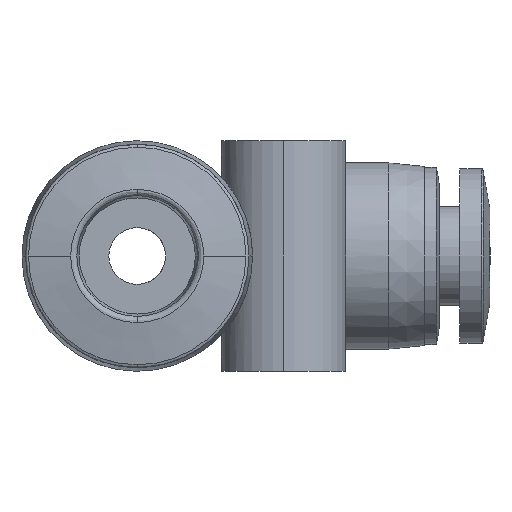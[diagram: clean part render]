
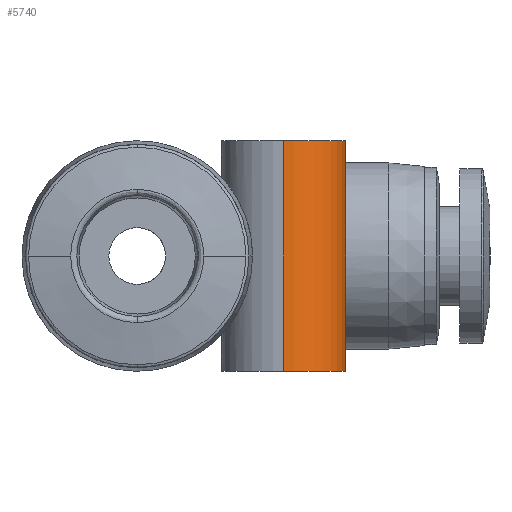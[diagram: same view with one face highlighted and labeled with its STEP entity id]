
A CAD part, left-side view. The second image highlights one B-rep face of the part: STEP entity #5740.
In plain terms, the highlighted cylindrical face has radius 3.5 mm (diameter 7 mm), a partial arc.
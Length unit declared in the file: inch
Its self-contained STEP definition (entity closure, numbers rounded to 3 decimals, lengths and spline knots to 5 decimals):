
#12 = EDGE_CURVE ( 'NONE', #4519, #2843, #3957, .T. ) ;
#88 = EDGE_LOOP ( 'NONE', ( #3955, #3512, #105, #2141, #2726, #727 ) ) ;
#105 = ORIENTED_EDGE ( 'NONE', *, *, #5712, .T. ) ;
#269 = CARTESIAN_POINT ( 'NONE',  ( -0.14764, -0.33392, 0.14465 ) ) ;
#285 = CARTESIAN_POINT ( 'NONE',  ( -0.19445, -0.42839, 0.07061 ) ) ;
#307 = CARTESIAN_POINT ( 'NONE',  ( -0.17235, -0.40387, -0.11429 ) ) ;
#309 = CARTESIAN_POINT ( 'NONE',  ( -0.28543, -0.3248, 0. ) ) ;
#610 = CARTESIAN_POINT ( 'NONE',  ( -0.14764, -0.3248, 0.25591 ) ) ;
#707 = CARTESIAN_POINT ( 'NONE',  ( -0.42323, -0.3248, -0.25591 ) ) ;
#712 = CARTESIAN_POINT ( 'NONE',  ( -0.14764, -0.3248, 0. ) ) ;
#724 = CARTESIAN_POINT ( 'NONE',  ( -0.20426, -0.43631, 0.03632 ) ) ;
#727 = ORIENTED_EDGE ( 'NONE', *, *, #1295, .T. ) ;
#747 = CARTESIAN_POINT ( 'NONE',  ( -0.161, -0.3846, -0.12971 ) ) ;
#749 = DIRECTION ( 'NONE',  ( 0., 0., 1. ) ) ;
#913 = DIRECTION ( 'NONE',  ( 0., 0., 1. ) ) ;
#992 = CARTESIAN_POINT ( 'NONE',  ( -0.42323, -0.3248, 0. ) ) ;
#1060 = VECTOR ( 'NONE', #2864, 39.37008 ) ;
#1159 = CARTESIAN_POINT ( 'NONE',  ( -0.14857, -0.34314, 0.14372 ) ) ;
#1175 = CARTESIAN_POINT ( 'NONE',  ( -0.20668, -0.43788, -0.00928 ) ) ;
#1182 = LINE ( 'NONE', #712, #1060 ) ;
#1191 = CARTESIAN_POINT ( 'NONE',  ( -0.15209, -0.36067, -0.13999 ) ) ;
#1295 = EDGE_CURVE ( 'NONE', #2908, #2843, #2150, .T. ) ;
#1365 = CARTESIAN_POINT ( 'NONE',  ( -0.14764, -0.3248, 0.14465 ) ) ;
#1377 = EDGE_CURVE ( 'NONE', #2772, #2908, #4440, .T. ) ;
#1592 = CARTESIAN_POINT ( 'NONE',  ( -0.15469, -0.3691, 0.13718 ) ) ;
#1609 = CARTESIAN_POINT ( 'NONE',  ( -0.20365, -0.43572, -0.03649 ) ) ;
#1626 = CARTESIAN_POINT ( 'NONE',  ( -0.14877, -0.34299, -0.14349 ) ) ;
#2018 = CARTESIAN_POINT ( 'NONE',  ( -0.16468, -0.39159, 0.12509 ) ) ;
#2039 = CARTESIAN_POINT ( 'NONE',  ( -0.19725, -0.43073, -0.06238 ) ) ;
#2057 = CARTESIAN_POINT ( 'NONE',  ( -0.14764, -0.32936, -0.14465 ) ) ;
#2141 = ORIENTED_EDGE ( 'NONE', *, *, #2452, .F. ) ;
#2149 = DIRECTION ( 'NONE',  ( 0., 0., 1. ) ) ;
#2150 = CIRCLE ( 'NONE', #4457, 0.1378 ) ;
#2316 = CARTESIAN_POINT ( 'NONE',  ( -0.42323, -0.3248, 0.25591 ) ) ;
#2452 = EDGE_CURVE ( 'NONE', #2772, #2839, #3533, .T. ) ;
#2454 = CARTESIAN_POINT ( 'NONE',  ( -0.17647, -0.40936, 0.10791 ) ) ;
#2474 = CARTESIAN_POINT ( 'NONE',  ( -0.18782, -0.42217, -0.08672 ) ) ;
#2499 = DIRECTION ( 'NONE',  ( 1., 0., 0. ) ) ;
#2553 = DIRECTION ( 'NONE',  ( 0., 0., -1. ) ) ;
#2700 = VERTEX_POINT ( 'NONE', #4937 ) ;
#2721 = CARTESIAN_POINT ( 'NONE',  ( -0.14764, -0.3248, -0.14465 ) ) ;
#2726 = ORIENTED_EDGE ( 'NONE', *, *, #1377, .T. ) ;
#2772 = VERTEX_POINT ( 'NONE', #1365 ) ;
#2839 = VERTEX_POINT ( 'NONE', #2721 ) ;
#2843 = VERTEX_POINT ( 'NONE', #2316 ) ;
#2864 = DIRECTION ( 'NONE',  ( 0., 0., 1. ) ) ;
#2882 = CARTESIAN_POINT ( 'NONE',  ( -0.18791, -0.42225, 0.08653 ) ) ;
#2906 = CARTESIAN_POINT ( 'NONE',  ( -0.17644, -0.40933, -0.10794 ) ) ;
#2908 = VERTEX_POINT ( 'NONE', #610 ) ;
#2993 = CARTESIAN_POINT ( 'NONE',  ( -0.14764, -0.3248, 0. ) ) ;
#3157 = EDGE_CURVE ( 'NONE', #4519, #2700, #4105, .T. ) ;
#3315 = CARTESIAN_POINT ( 'NONE',  ( -0.14764, -0.3248, 0.14465 ) ) ;
#3333 = CARTESIAN_POINT ( 'NONE',  ( -0.19733, -0.43079, 0.06216 ) ) ;
#3349 = CARTESIAN_POINT ( 'NONE',  ( -0.16465, -0.39152, -0.12513 ) ) ;
#3512 = ORIENTED_EDGE ( 'NONE', *, *, #3157, .T. ) ;
#3533 = B_SPLINE_CURVE_WITH_KNOTS ( 'NONE', 3,
 ( #3315, #269, #1159, #4215, #1592, #4672, #2018, #5128, #2454, #5589, #2882, #285, #3333, #724, #3774, #1175, #4233, #1609, #4692, #2039, #5154, #2474, #5613, #2906, #307, #3349, #747, #3792, #1191, #4253, #1626, #4711, #2057, #5175 ),
 .UNSPECIFIED., .F., .F.,
 ( 4, 2, 2, 2, 2, 2, 2, 2, 2, 2, 2, 2, 2, 2, 2, 2, 4 ),
 ( 0.00142, 0.00212, 0.00281, 0.0035, 0.0042, 0.00489, 0.00558, 0.00697, 0.00766, 0.00835, 0.00905, 0.00974, 0.01043, 0.01113, 0.01182, 0.01217, 0.01251 ),
 .UNSPECIFIED. ) ;
#3578 = AXIS2_PLACEMENT_3D ( 'NONE', #4801, #2149, #5278 ) ;
#3774 = CARTESIAN_POINT ( 'NONE',  ( -0.20671, -0.4379, 0.01796 ) ) ;
#3792 = CARTESIAN_POINT ( 'NONE',  ( -0.15464, -0.36897, -0.13724 ) ) ;
#3955 = ORIENTED_EDGE ( 'NONE', *, *, #12, .F. ) ;
#3957 = LINE ( 'NONE', #992, #4120 ) ;
#4105 = CIRCLE ( 'NONE', #3578, 0.1378 ) ;
#4120 = VECTOR ( 'NONE', #913, 39.37008 ) ;
#4215 = CARTESIAN_POINT ( 'NONE',  ( -0.15207, -0.3606, 0.14001 ) ) ;
#4233 = CARTESIAN_POINT ( 'NONE',  ( -0.20607, -0.43746, -0.01842 ) ) ;
#4253 = CARTESIAN_POINT ( 'NONE',  ( -0.14945, -0.34753, -0.14279 ) ) ;
#4440 = LINE ( 'NONE', #2993, #4994 ) ;
#4457 = AXIS2_PLACEMENT_3D ( 'NONE', #5245, #2553, #5693 ) ;
#4519 = VERTEX_POINT ( 'NONE', #707 ) ;
#4672 = CARTESIAN_POINT ( 'NONE',  ( -0.16096, -0.3845, 0.12976 ) ) ;
#4692 = CARTESIAN_POINT ( 'NONE',  ( -0.20187, -0.43441, -0.04528 ) ) ;
#4711 = CARTESIAN_POINT ( 'NONE',  ( -0.14786, -0.33391, -0.14443 ) ) ;
#4801 = CARTESIAN_POINT ( 'NONE',  ( -0.28543, -0.3248, -0.25591 ) ) ;
#4810 = AXIS2_PLACEMENT_3D ( 'NONE', #309, #749, #2499 ) ;
#4937 = CARTESIAN_POINT ( 'NONE',  ( -0.14764, -0.3248, -0.25591 ) ) ;
#4994 = VECTOR ( 'NONE', #5465, 39.37008 ) ;
#5040 = FACE_OUTER_BOUND ( 'NONE', #88, .T. ) ;
#5128 = CARTESIAN_POINT ( 'NONE',  ( -0.17244, -0.40402, 0.11415 ) ) ;
#5154 = CARTESIAN_POINT ( 'NONE',  ( -0.19442, -0.42836, -0.07071 ) ) ;
#5175 = CARTESIAN_POINT ( 'NONE',  ( -0.14764, -0.3248, -0.14465 ) ) ;
#5245 = CARTESIAN_POINT ( 'NONE',  ( -0.28543, -0.3248, 0.25591 ) ) ;
#5278 = DIRECTION ( 'NONE',  ( 1., 0., 0. ) ) ;
#5465 = DIRECTION ( 'NONE',  ( 0., 0., 1. ) ) ;
#5589 = CARTESIAN_POINT ( 'NONE',  ( -0.18425, -0.41854, 0.094 ) ) ;
#5613 = CARTESIAN_POINT ( 'NONE',  ( -0.18416, -0.41843, -0.09418 ) ) ;
#5689 = CYLINDRICAL_SURFACE ( 'NONE', #4810, 0.1378 ) ;
#5693 = DIRECTION ( 'NONE',  ( 1., 0., 0. ) ) ;
#5712 = EDGE_CURVE ( 'NONE', #2700, #2839, #1182, .T. ) ;
#5740 = ADVANCED_FACE ( 'NONE', ( #5040 ), #5689, .T. ) ;
